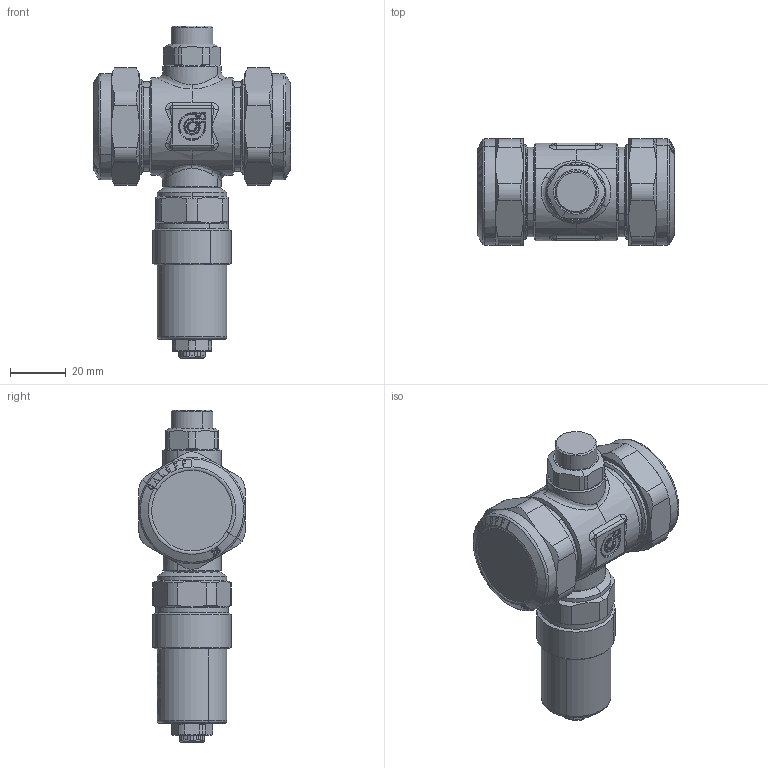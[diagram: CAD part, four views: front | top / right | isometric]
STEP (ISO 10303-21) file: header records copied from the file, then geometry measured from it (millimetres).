
FILE_DESCRIPTION(('CATIA V5 STEP Exchange','CAx-IF Rec.Pracs.--- Model Styling and Organization---1.4--- 2014-01-23','CAx-IF Rec.Pracs.---3D Tessellated Data Validation Properties---0.5---2014-09-14'),'2;1');
FILE_NAME('STEP_108301_-_TST.stp','2022-10-06T09:26:51+00:00',('none'),('none'),'CATIA Version 5-6 Release 2019 SP3','CATIA V5 STEP AP242 v1','none');
FILE_SCHEMA(('AP242_MANAGED_MODEL_BASED_3D_ENGINEERING_MIM_LF {1 0 10303 442 1 1 4}'));
Products named in the file (1): 108301 - TST
Bounding box: 70.62 x 38 x 118.8 mm (x, y, z)
Volume: 110256.7 mm3; surface area: 17962.3 mm2
Topology: 1 solids, 2 shells, 1672 faces, 4471 edges, 2842 vertices
Faces by surface type: plane 1031, cylinder 235, cone 134, extrusion 126, bspline 70, sphere 42, torus 34
Entity records: 59213 total; most frequent: CARTESIAN_POINT 23519, ORIENTED_EDGE 8858, DIRECTION 4801, EDGE_CURVE 4429, VERTEX_POINT 2842, B_SPLINE_CURVE_WITH_KNOTS 2248, VECTOR 1809, AXIS2_PLACEMENT_3D 1809
